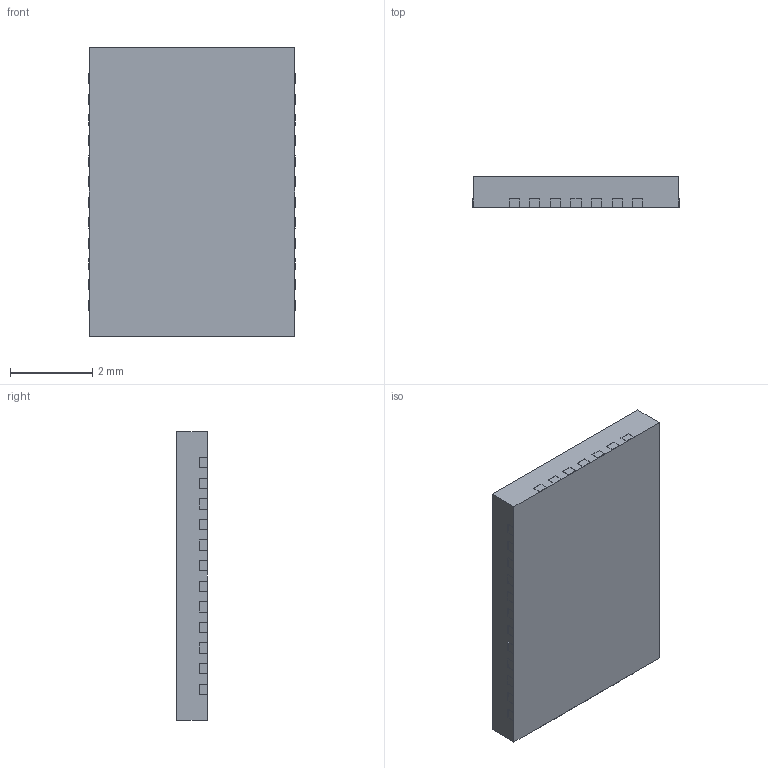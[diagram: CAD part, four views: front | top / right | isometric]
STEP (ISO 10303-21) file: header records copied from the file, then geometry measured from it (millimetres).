
FILE_DESCRIPTION(/* description */ (''),/* implementation_level */ '2;1');
FILE_NAME(/* name */ 'QFN-38-1EP_5x7mm_P0.5mm_EP3.15x5.15mm.step',/* time_stamp */ '2020-12-05T23:37:59+00:00',/* author */ (''),/* organization */ (''),/* preprocessor_version */ 'ST-DEVELOPER v18.1',/* originating_system */ 'Autodesk Translation Framework v9.3.0.1241',/* authorisation */ '');
FILE_SCHEMA (('AUTOMOTIVE_DESIGN { 1 0 10303 214 3 1 1 }'));
Length unit declared in the file: millimetre
Products named in the file (1): QFN-38-1EP_5x7mm_P0.5mm_EP3.15x5.15mm
Bounding box: 5.02 x 0.75 x 7.02 mm (x, y, z)
Volume: 26.3 mm3; surface area: 92.2 mm2
Topology: 39 solids, 39 shells, 236 faces, 471 edges, 314 vertices
Faces by surface type: plane 235, cylinder 1
Full cylindrical faces by diameter (mm): 0.566 x1
Entity records: 5979 total; most frequent: CARTESIAN_POINT 1022, DIRECTION 947, ORIENTED_EDGE 942, EDGE_CURVE 471, LINE 469, VECTOR 469, VERTEX_POINT 314, AXIS2_PLACEMENT_3D 239
